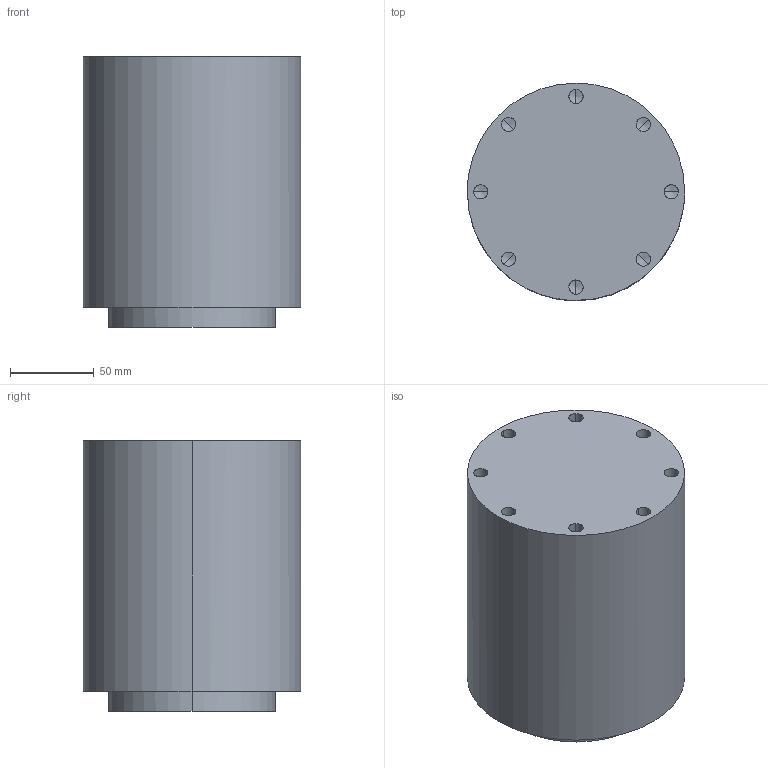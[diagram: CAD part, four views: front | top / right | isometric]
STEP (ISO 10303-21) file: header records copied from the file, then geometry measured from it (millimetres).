
FILE_DESCRIPTION (( 'STEP AP203' ), '1' );
FILE_NAME ('683-04 centro distribuidor.STEP', '2021-07-20T21:39:55', ( '' ), ( '' ), 'SwSTEP 2.0', 'SolidWorks 2018', '' );
FILE_SCHEMA (( 'CONFIG_CONTROL_DESIGN' ));
Length unit declared in the file: millimetre
Products named in the file (1): 683-04 centro distribuidor
Bounding box: 130 x 130 x 162 mm (x, y, z)
Volume: 2076144.5 mm3; surface area: 97790.4 mm2
Topology: 1 solids, 1 shells, 39 faces, 132 edges, 88 vertices
Faces by surface type: bspline 39
Entity records: 2171 total; most frequent: CARTESIAN_POINT 1421, ORIENTED_EDGE 232, EDGE_CURVE 116, B_SPLINE_CURVE_WITH_KNOTS 92, VERTEX_POINT 88, EDGE_LOOP 48, FACE_OUTER_BOUND 39, ADVANCED_FACE 39
